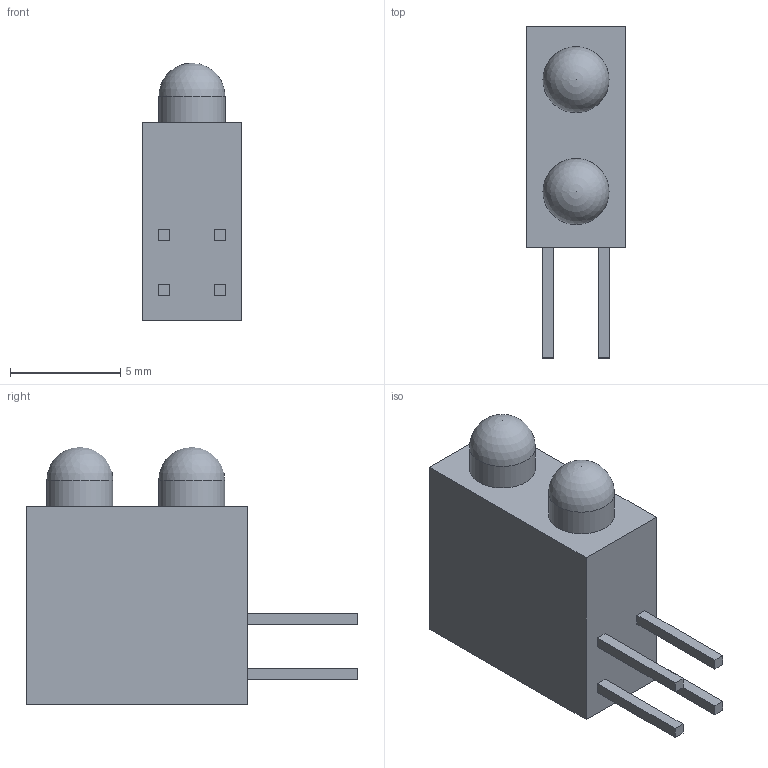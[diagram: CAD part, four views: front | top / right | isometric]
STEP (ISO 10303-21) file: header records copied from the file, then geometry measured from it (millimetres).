
FILE_DESCRIPTION(/* description */ (''),/* implementation_level */ '2;1');
FILE_NAME(/* name */ 'LED_3x2.stp',/* time_stamp */ '2021-05-14T00:13:04+08:00',/* author */ ('John'),/* organization */ (''),/* preprocessor_version */ 'ST-DEVELOPER v18.1',/* originating_system */ 'Autodesk Inventor 2021',/* authorisation */ '');
FILE_SCHEMA (('AUTOMOTIVE_DESIGN { 1 0 10303 214 3 1 1 }'));
Length unit declared in the file: millimetre
Products named in the file (1): LED_3x2
Bounding box: 4.5 x 15.06 x 11.7 mm (x, y, z)
Volume: 443.5 mm3; surface area: 429.4 mm2
Topology: 1 solids, 1 shells, 30 faces, 72 edges, 48 vertices
Faces by surface type: plane 26, sphere 2, cylinder 2
Full cylindrical faces by diameter (mm): 3 x2
Entity records: 917 total; most frequent: CARTESIAN_POINT 149, ORIENTED_EDGE 140, DIRECTION 140, EDGE_CURVE 70, LINE 62, VECTOR 62, VERTEX_POINT 48, AXIS2_PLACEMENT_3D 39
